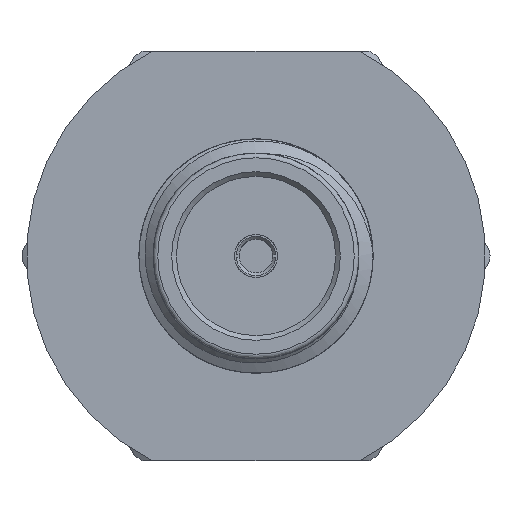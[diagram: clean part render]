
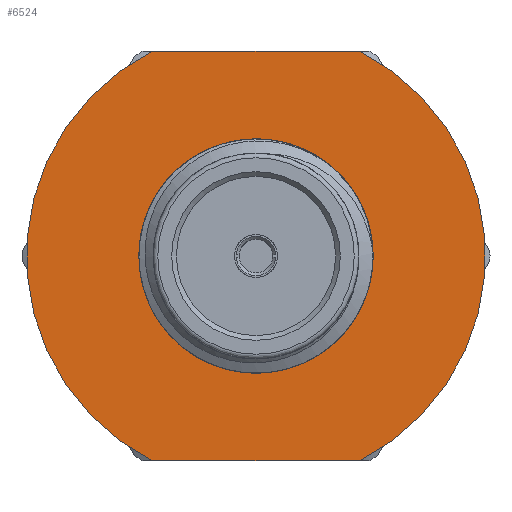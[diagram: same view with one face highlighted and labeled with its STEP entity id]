
A CAD part, left-side view. The second image highlights one B-rep face of the part: STEP entity #6524.
In plain terms, the highlighted planar face has unit normal (-1, 0, 0).
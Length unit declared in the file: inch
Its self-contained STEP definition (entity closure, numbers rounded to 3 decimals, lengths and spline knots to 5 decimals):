
#98 = CARTESIAN_POINT ( 'NONE',  ( 0.29974, 0.11033, 0.21875 ) ) ;
#228 = DIRECTION ( 'NONE',  ( -1., 0., 0. ) ) ;
#248 = AXIS2_PLACEMENT_3D ( 'NONE', #11787, #10505, #1879 ) ;
#389 = ORIENTED_EDGE ( 'NONE', *, *, #630, .T. ) ;
#411 = VERTEX_POINT ( 'NONE', #3662 ) ;
#485 = FACE_BOUND ( 'NONE', #11944, .T. ) ;
#630 = EDGE_CURVE ( 'NONE', #411, #16600, #14345, .T. ) ;
#1483 = CARTESIAN_POINT ( 'NONE',  ( 0.29974, 0., 0. ) ) ;
#1879 = DIRECTION ( 'NONE',  ( 0., -1., 0. ) ) ;
#2059 = DIRECTION ( 'NONE',  ( 1., 0., 0. ) ) ;
#2542 = AXIS2_PLACEMENT_3D ( 'NONE', #1483, #7081, #11573 ) ;
#3581 = CARTESIAN_POINT ( 'NONE',  ( 0.29974, 0., 0. ) ) ;
#3662 = CARTESIAN_POINT ( 'NONE',  ( 0.29974, -0.11033, 0.21875 ) ) ;
#4947 = AXIS2_PLACEMENT_3D ( 'NONE', #3581, #2059, #16315 ) ;
#5282 = VECTOR ( 'NONE', #9368, 39.37008 ) ;
#6524 = ADVANCED_FACE ( 'NONE', ( #485, #13112 ), #8830, .T. ) ;
#6945 = AXIS2_PLACEMENT_3D ( 'NONE', #11690, #228, #8716 ) ;
#6965 = CIRCLE ( 'NONE', #248, 0.10989 ) ;
#7081 = DIRECTION ( 'NONE',  ( 1., 0., 0. ) ) ;
#7718 = ORIENTED_EDGE ( 'NONE', *, *, #11305, .F. ) ;
#8379 = VERTEX_POINT ( 'NONE', #15263 ) ;
#8645 = DIRECTION ( 'NONE',  ( 0., -1., 0. ) ) ;
#8716 = DIRECTION ( 'NONE',  ( 0., -1., 0. ) ) ;
#8830 = PLANE ( 'NONE',  #6945 ) ;
#9368 = DIRECTION ( 'NONE',  ( 0., 1., 0. ) ) ;
#9430 = EDGE_CURVE ( 'NONE', #10203, #10203, #6965, .T. ) ;
#9509 = ORIENTED_EDGE ( 'NONE', *, *, #16712, .T. ) ;
#10159 = CARTESIAN_POINT ( 'NONE',  ( 0.29974, -0.29847, -0.21875 ) ) ;
#10203 = VERTEX_POINT ( 'NONE', #10349 ) ;
#10349 = CARTESIAN_POINT ( 'NONE',  ( 0.29974, -0.10989, 0. ) ) ;
#10505 = DIRECTION ( 'NONE',  ( 1., 0., 0. ) ) ;
#11305 = EDGE_CURVE ( 'NONE', #411, #8379, #17985, .T. ) ;
#11573 = DIRECTION ( 'NONE',  ( 0., 1., 0. ) ) ;
#11607 = LINE ( 'NONE', #10159, #12970 ) ;
#11690 = CARTESIAN_POINT ( 'NONE',  ( 0.29974, 0., 0. ) ) ;
#11787 = CARTESIAN_POINT ( 'NONE',  ( 0.29974, 0., 0. ) ) ;
#11944 = EDGE_LOOP ( 'NONE', ( #17739 ) ) ;
#12567 = EDGE_CURVE ( 'NONE', #16240, #16600, #14182, .T. ) ;
#12970 = VECTOR ( 'NONE', #8645, 39.37008 ) ;
#13112 = FACE_OUTER_BOUND ( 'NONE', #17493, .T. ) ;
#13931 = ORIENTED_EDGE ( 'NONE', *, *, #12567, .F. ) ;
#14182 = CIRCLE ( 'NONE', #2542, 0.245 ) ;
#14345 = LINE ( 'NONE', #16573, #5282 ) ;
#15263 = CARTESIAN_POINT ( 'NONE',  ( 0.29974, -0.11033, -0.21875 ) ) ;
#16240 = VERTEX_POINT ( 'NONE', #18618 ) ;
#16315 = DIRECTION ( 'NONE',  ( 0., 1., 0. ) ) ;
#16573 = CARTESIAN_POINT ( 'NONE',  ( 0.29974, -0.29847, 0.21875 ) ) ;
#16600 = VERTEX_POINT ( 'NONE', #98 ) ;
#16712 = EDGE_CURVE ( 'NONE', #16240, #8379, #11607, .T. ) ;
#17493 = EDGE_LOOP ( 'NONE', ( #7718, #389, #13931, #9509 ) ) ;
#17739 = ORIENTED_EDGE ( 'NONE', *, *, #9430, .T. ) ;
#17985 = CIRCLE ( 'NONE', #4947, 0.245 ) ;
#18618 = CARTESIAN_POINT ( 'NONE',  ( 0.29974, 0.11033, -0.21875 ) ) ;
